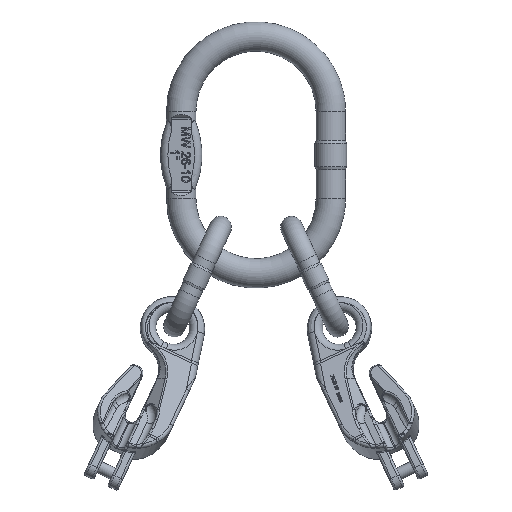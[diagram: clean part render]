
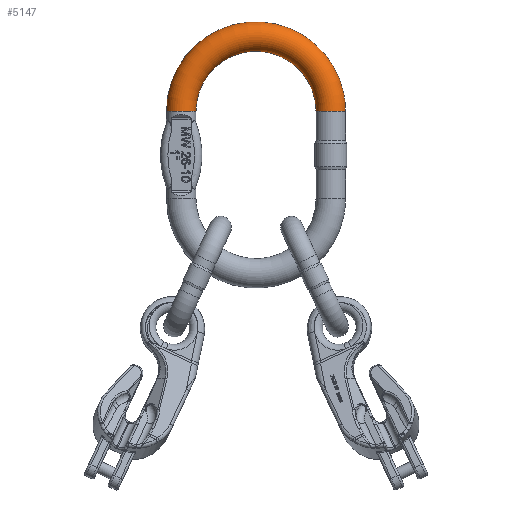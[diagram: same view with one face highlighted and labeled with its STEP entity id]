
A CAD part, top view. The second image highlights one B-rep face of the part: STEP entity #5147.
In plain terms, the highlighted toroidal (fillet/blend) face has major radius 68.5 mm and minor radius 13.5 mm.
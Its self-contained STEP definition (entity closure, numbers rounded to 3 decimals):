
#4003=TOROIDAL_SURFACE('',#36437,68.5,13.5);
#5147=ADVANCED_FACE('',(#8019,#8020),#4003,.T.);
#7368=CIRCLE('',#36424,13.5);
#7372=CIRCLE('',#36434,13.5);
#8019=FACE_BOUND('',#9285,.T.);
#8020=FACE_BOUND('',#9286,.T.);
#9285=EDGE_LOOP('',(#17899));
#9286=EDGE_LOOP('',(#17900));
#17899=ORIENTED_EDGE('',*,*,#28508,.F.);
#17900=ORIENTED_EDGE('',*,*,#28526,.T.);
#24370=VERTEX_POINT('',#62731);
#24384=VERTEX_POINT('',#62855);
#28508=EDGE_CURVE('',#24370,#24370,#7368,.T.);
#28526=EDGE_CURVE('',#24384,#24384,#7372,.T.);
#36424=AXIS2_PLACEMENT_3D('',#62730,#41620,#41621);
#36434=AXIS2_PLACEMENT_3D('',#62854,#41640,#41641);
#36437=AXIS2_PLACEMENT_3D('',#62858,#41646,#41647);
#41620=DIRECTION('',(0.,-1.,0.));
#41621=DIRECTION('',(1.,0.,0.));
#41640=DIRECTION('',(0.,1.,0.));
#41641=DIRECTION('',(-1.,0.,0.));
#41646=DIRECTION('',(0.,0.,-1.));
#41647=DIRECTION('',(-1.,0.,0.));
#62730=CARTESIAN_POINT('',(-68.5,40.,0.));
#62731=CARTESIAN_POINT('',(-55.,40.,0.));
#62854=CARTESIAN_POINT('',(68.5,40.,0.));
#62855=CARTESIAN_POINT('',(55.,40.,0.));
#62858=CARTESIAN_POINT('',(0.,40.,0.));
